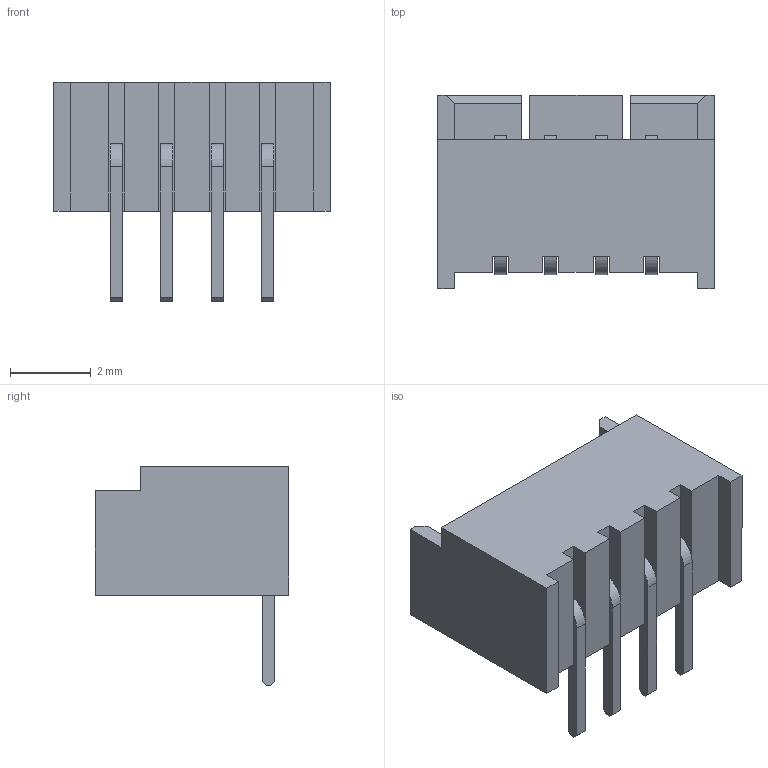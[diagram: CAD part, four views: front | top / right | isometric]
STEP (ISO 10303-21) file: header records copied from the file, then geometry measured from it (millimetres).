
FILE_DESCRIPTION(/* description */ (''),/* implementation_level */ '2;1');
FILE_NAME(/* name */ '3D_1.25T-4AW v1.step',/* time_stamp */ '2022-04-01T23:30:08+08:00',/* author */ (''),/* organization */ (''),/* preprocessor_version */ 'ST-DEVELOPER v18.1',/* originating_system */ 'Autodesk Translation Framework v10.14.0.1471',/* authorisation */ '');
FILE_SCHEMA (('AUTOMOTIVE_DESIGN { 1 0 10303 214 3 1 1 }'));
Length unit declared in the file: millimetre
Products named in the file (4): 3D_1.25T-4AW; CN1; CONN-TH_1.25T-4AW; SOLID
Assembly tree (3 placements, depth 4):
  3D_1.25T-4AW
    CN1
      CONN-TH_1.25T-4AW
        SOLID
Bounding box: 6.85 x 4.8 x 5.45 mm (x, y, z)
Volume: 41.8 mm3; surface area: 226.6 mm2
Topology: 1 solids, 1 shells, 187 faces, 508 edges, 338 vertices
Faces by surface type: plane 163, bspline 16, cylinder 8
Entity records: 6893 total; most frequent: CARTESIAN_POINT 2096, ORIENTED_EDGE 1016, DIRECTION 848, EDGE_CURVE 508, LINE 460, VECTOR 460, VERTEX_POINT 338, EDGE_LOOP 202
